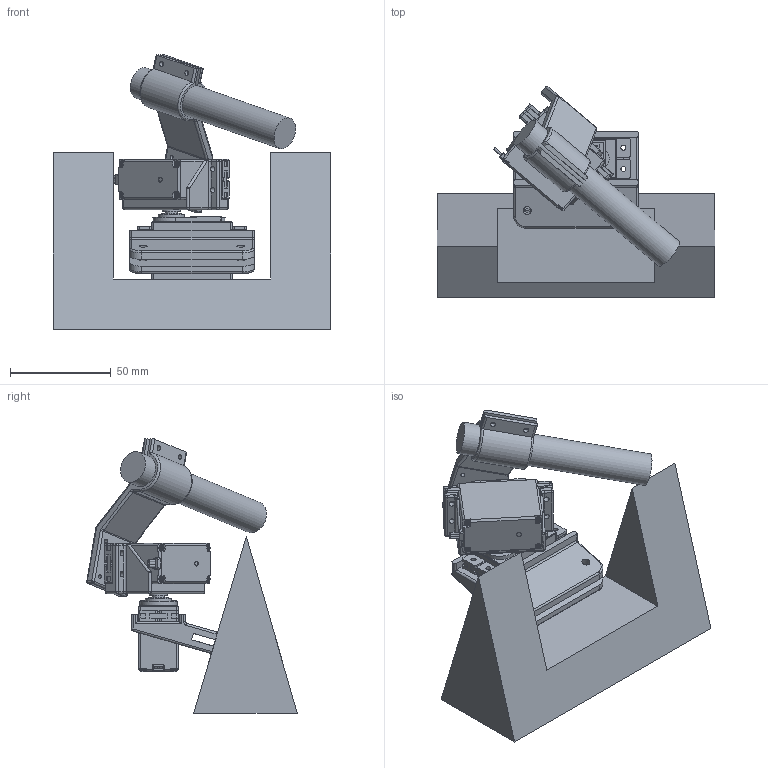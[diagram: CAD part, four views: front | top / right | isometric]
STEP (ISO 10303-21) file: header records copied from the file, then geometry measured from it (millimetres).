
FILE_DESCRIPTION(/* description */ ('STEP AP242 Edition 2','CAx-IF Rec.Pracs.---Representation and Presentation of Product Manufacturing Information (PMI)---4.0---2014-10-13','CAx-IF Rec.Pracs.---3D Tessellated Geometry---0.4---2014-09-14','2;1','CAx-IF Rec.Pracs.---User Defined Attributes---1.5---2016-08-15'),/* implementation_level */ '2;1');
FILE_NAME(/* name */ '694076d0572c86ffa12bb474',/* time_stamp */ '2025-12-15T21:00:01Z',/* author */ (''),/* organization */ (''),/* preprocessor_version */ 'ST-DEVELOPER v20',/* originating_system */ 'ONSHAPE BY PTC INC, 1.208',/* authorisation */ ' ');
FILE_SCHEMA (('AP242_MANAGED_MODEL_BASED_3D_ENGINEERING_MIM_LF { 1 0 10303 442 3 1 4 }'));
Length unit declared in the file: inch
Products named in the file (8): Assembly 1; pitch_servo_mount; Part 3; servo_horn; laser_pointer_holder; yaw_servo_mount; Part 1; Part 6
Assembly tree (9 placements, depth 2):
  Assembly 1
    pitch_servo_mount
    Part 3
    servo_horn  x2
    laser_pointer_holder
    yaw_servo_mount
    Part 1  x2
    Part 6
Bounding box: 138 x 104.6 x 136.4 mm (x, y, z)
Volume: 334746.8 mm3; surface area: 76788.4 mm2
Topology: 9 solids, 9 shells, 1185 faces, 3215 edges, 2094 vertices
Faces by surface type: plane 697, cylinder 403, bspline 40, torus 26, sphere 19
Full cylindrical faces by diameter (mm): 1.2 x6, 2 x16, 2.5 x16, 2.7 x4, 3 x14, 4 x4, 5 x8, 5.8 x2, 9 x3, 9.4 x1, 10 x2, 13 x2, 15.88 x1
Entity records: 22572 total; most frequent: CARTESIAN_POINT 4706, DIRECTION 3668, ORIENTED_EDGE 3578, EDGE_CURVE 1789, AXIS2_PLACEMENT_3D 1242, VERTEX_POINT 1190, LINE 1184, VECTOR 1184
